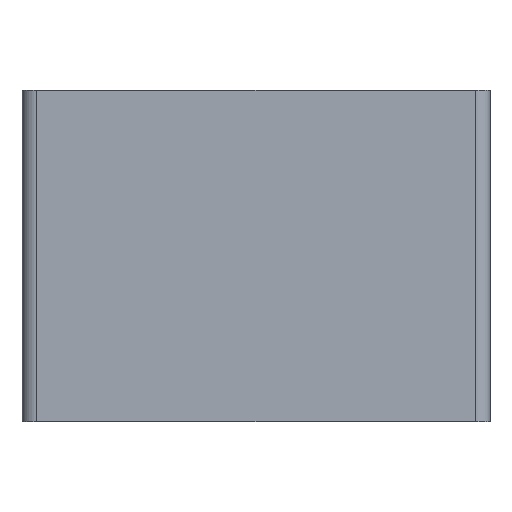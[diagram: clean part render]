
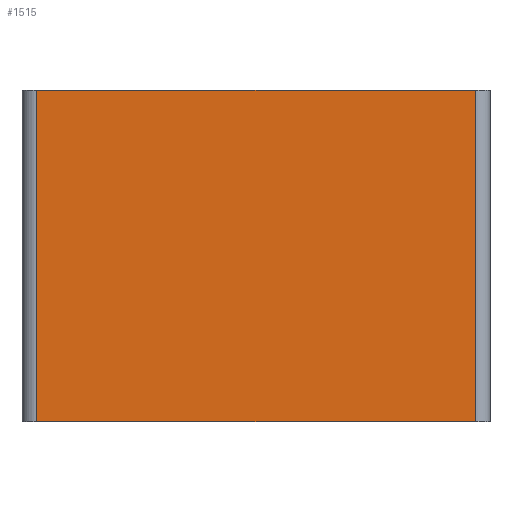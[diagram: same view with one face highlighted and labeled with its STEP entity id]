
A CAD part, front view. The second image highlights one B-rep face of the part: STEP entity #1515.
In plain terms, the highlighted planar face has unit normal (0, -1, 0).
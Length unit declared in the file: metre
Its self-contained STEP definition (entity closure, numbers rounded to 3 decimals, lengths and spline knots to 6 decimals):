
#383=ORIENTED_EDGE('',*,*,#644,.T.);
#384=ORIENTED_EDGE('',*,*,#645,.T.);
#385=ORIENTED_EDGE('',*,*,#646,.F.);
#386=ORIENTED_EDGE('',*,*,#647,.T.);
#644=EDGE_CURVE('',#801,#802,#986,.T.);
#645=EDGE_CURVE('',#802,#803,#987,.T.);
#646=EDGE_CURVE('',#804,#803,#988,.T.);
#647=EDGE_CURVE('',#804,#801,#989,.F.);
#801=VERTEX_POINT('',#2418);
#802=VERTEX_POINT('',#2419);
#803=VERTEX_POINT('',#2421);
#804=VERTEX_POINT('',#2423);
#986=LINE('',#2417,#1176);
#987=LINE('',#2420,#1177);
#988=LINE('',#2422,#1178);
#989=LINE('',#2424,#1179);
#1176=VECTOR('',#1979,1.);
#1177=VECTOR('',#1980,1.);
#1178=VECTOR('',#1981,1.);
#1179=VECTOR('',#1982,1.);
#1274=EDGE_LOOP('',(#383,#384,#385,#386));
#1362=FACE_BOUND('',#1274,.T.);
#1439=PLANE('',#1633);
#1515=ADVANCED_FACE('',(#1362),#1439,.T.);
#1633=AXIS2_PLACEMENT_3D('',#2416,#1977,#1978);
#1977=DIRECTION('',(0.,-1.,0.));
#1978=DIRECTION('',(0.,0.,-1.));
#1979=DIRECTION('',(1.,0.,0.));
#1980=DIRECTION('',(0.,0.,1.));
#1981=DIRECTION('',(1.,0.,0.));
#1982=DIRECTION('',(0.,0.,1.));
#2416=CARTESIAN_POINT('',(0.048,-0.166,-0.003));
#2417=CARTESIAN_POINT('',(0.048,-0.166,-0.003));
#2418=CARTESIAN_POINT('',(0.003,-0.166,-0.003));
#2419=CARTESIAN_POINT('',(0.093,-0.166,-0.003));
#2420=CARTESIAN_POINT('',(0.093,-0.166,0.065));
#2421=CARTESIAN_POINT('',(0.093,-0.166,0.065));
#2422=CARTESIAN_POINT('',(0.048,-0.166,0.065));
#2423=CARTESIAN_POINT('',(0.003,-0.166,0.065));
#2424=CARTESIAN_POINT('',(0.003,-0.166,-0.003));
